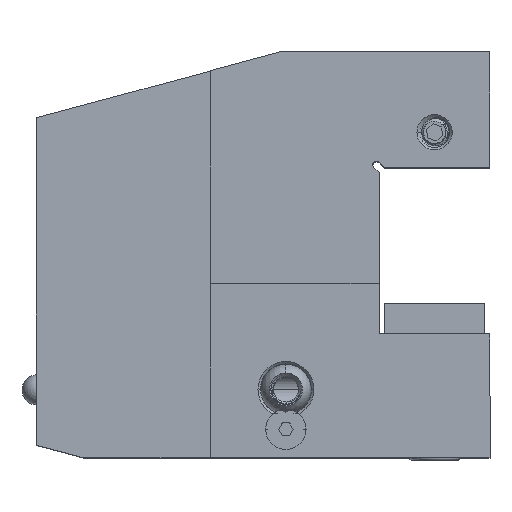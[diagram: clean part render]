
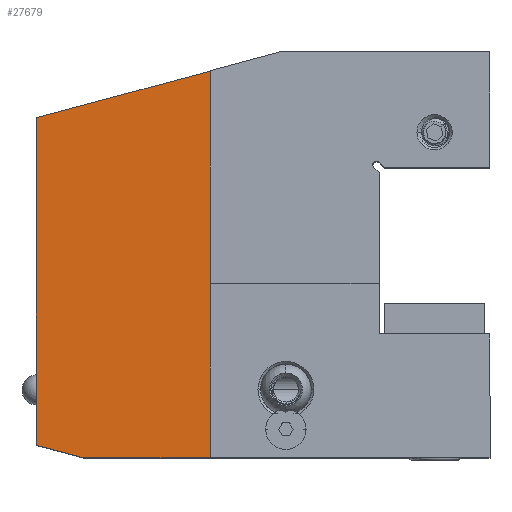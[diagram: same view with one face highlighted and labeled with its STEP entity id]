
A CAD part, top view. The second image highlights one B-rep face of the part: STEP entity #27679.
In plain terms, the highlighted planar face has unit normal (0, 0, 1).
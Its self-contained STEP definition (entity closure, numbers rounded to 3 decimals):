
#2409 = FACE_OUTER_BOUND ( 'NONE', #3093, .T. ) ;
#3093 = EDGE_LOOP ( 'NONE', ( #56462, #57387, #56449, #56455, #57137 ) ) ;
#20445 = PLANE ( 'NONE',  #47329 ) ;
#20447 = CARTESIAN_POINT ( 'NONE',  ( 0., -32.5, 93. ) ) ;
#20449 = DIRECTION ( 'NONE',  ( 0., 0., 1. ) ) ;
#20482 = DIRECTION ( 'NONE',  ( 1., 0., 0. ) ) ;
#22038 = VECTOR ( 'NONE', #28821, 1000. ) ;
#22065 = LINE ( 'NONE', #28849, #22038 ) ;
#22446 = LINE ( 'NONE', #36079, #22476 ) ;
#22470 = LINE ( 'NONE', #36282, #22509 ) ;
#22476 = VECTOR ( 'NONE', #36080, 1000. ) ;
#22509 = VECTOR ( 'NONE', #36284, 1000. ) ;
#22510 = LINE ( 'NONE', #36176, #22511 ) ;
#22511 = VECTOR ( 'NONE', #36168, 1000. ) ;
#22515 = VECTOR ( 'NONE', #36144, 1000. ) ;
#22516 = LINE ( 'NONE', #36180, #22515 ) ;
#27679 = ADVANCED_FACE ( 'NONE', ( #2409 ), #20445, .T. ) ;
#28821 = DIRECTION ( 'NONE',  ( 1., 0., 0. ) ) ;
#28849 = CARTESIAN_POINT ( 'NONE',  ( 0., -32.5, 93. ) ) ;
#31174 = VERTEX_POINT ( 'NONE', #34083 ) ;
#34083 = CARTESIAN_POINT ( 'NONE',  ( -8., -32.5, 93. ) ) ;
#34263 = CARTESIAN_POINT ( 'NONE',  ( -33.17, -32.5, 93. ) ) ;
#34271 = CARTESIAN_POINT ( 'NONE',  ( -42.5, 35., 93. ) ) ;
#34356 = CARTESIAN_POINT ( 'NONE',  ( -8., 44.244, 93. ) ) ;
#34439 = CARTESIAN_POINT ( 'NONE',  ( -42.5, -30., 93. ) ) ;
#36079 = CARTESIAN_POINT ( 'NONE',  ( -42.5, 35., 93. ) ) ;
#36080 = DIRECTION ( 'NONE',  ( 0.966, 0.259, 0. ) ) ;
#36144 = DIRECTION ( 'NONE',  ( 0., 1., 0. ) ) ;
#36168 = DIRECTION ( 'NONE',  ( -0.966, 0.259, 0. ) ) ;
#36176 = CARTESIAN_POINT ( 'NONE',  ( -42.5, -30., 93. ) ) ;
#36180 = CARTESIAN_POINT ( 'NONE',  ( -42.5, 0., 93. ) ) ;
#36282 = CARTESIAN_POINT ( 'NONE',  ( -8., -32.5, 93. ) ) ;
#36284 = DIRECTION ( 'NONE',  ( 0., 1., 0. ) ) ;
#41782 = VERTEX_POINT ( 'NONE', #34271 ) ;
#41784 = VERTEX_POINT ( 'NONE', #34263 ) ;
#41830 = VERTEX_POINT ( 'NONE', #34356 ) ;
#41870 = VERTEX_POINT ( 'NONE', #34439 ) ;
#47329 = AXIS2_PLACEMENT_3D ( 'NONE', #20447, #20449, #20482 ) ;
#56449 = ORIENTED_EDGE ( 'NONE', *, *, #65089, .T. ) ;
#56455 = ORIENTED_EDGE ( 'NONE', *, *, #63355, .T. ) ;
#56462 = ORIENTED_EDGE ( 'NONE', *, *, #63301, .F. ) ;
#57137 = ORIENTED_EDGE ( 'NONE', *, *, #63275, .F. ) ;
#57387 = ORIENTED_EDGE ( 'NONE', *, *, #63299, .F. ) ;
#63275 = EDGE_CURVE ( 'NONE', #41782, #41830, #22446, .T. ) ;
#63299 = EDGE_CURVE ( 'NONE', #41784, #41870, #22510, .T. ) ;
#63301 = EDGE_CURVE ( 'NONE', #41870, #41782, #22516, .T. ) ;
#63355 = EDGE_CURVE ( 'NONE', #31174, #41830, #22470, .T. ) ;
#65089 = EDGE_CURVE ( 'NONE', #41784, #31174, #22065, .T. ) ;
